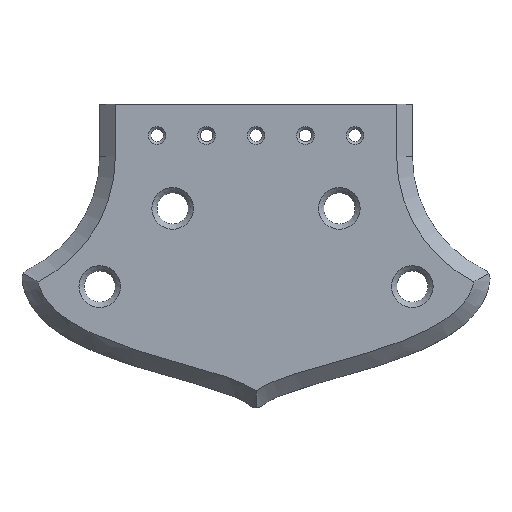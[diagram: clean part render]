
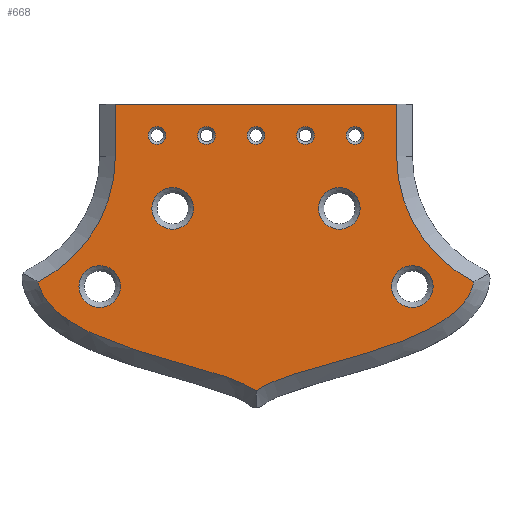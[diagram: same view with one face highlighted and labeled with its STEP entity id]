
A CAD part, top view. The second image highlights one B-rep face of the part: STEP entity #668.
In plain terms, the highlighted planar face has unit normal (0, 0, 1).
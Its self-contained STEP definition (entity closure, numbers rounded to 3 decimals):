
#46=FACE_BOUND('',#227,.T.);
#47=FACE_BOUND('',#228,.T.);
#48=FACE_BOUND('',#229,.T.);
#49=FACE_BOUND('',#230,.T.);
#50=FACE_BOUND('',#231,.T.);
#51=FACE_BOUND('',#232,.T.);
#52=FACE_BOUND('',#233,.T.);
#53=FACE_BOUND('',#234,.T.);
#54=FACE_BOUND('',#235,.T.);
#59=LINE('',#1375,#93);
#60=LINE('',#1377,#94);
#61=LINE('',#1379,#95);
#93=VECTOR('',#826,10.);
#94=VECTOR('',#827,10.);
#95=VECTOR('',#828,10.);
#134=CIRCLE('',#728,0.861);
#137=CIRCLE('',#732,13.5);
#138=CIRCLE('',#733,13.5);
#139=CIRCLE('',#734,0.861);
#140=CIRCLE('',#735,0.861);
#141=CIRCLE('',#736,2.);
#142=CIRCLE('',#737,2.);
#143=CIRCLE('',#738,2.);
#144=CIRCLE('',#739,2.);
#145=CIRCLE('',#740,0.86);
#146=CIRCLE('',#741,0.861);
#166=PLANE('',#731);
#181=FACE_OUTER_BOUND('',#226,.T.);
#226=EDGE_LOOP('',(#511,#512,#513,#514,#515,#516,#517));
#227=EDGE_LOOP('',(#518));
#228=EDGE_LOOP('',(#519));
#229=EDGE_LOOP('',(#520));
#230=EDGE_LOOP('',(#521));
#231=EDGE_LOOP('',(#522));
#232=EDGE_LOOP('',(#523));
#233=EDGE_LOOP('',(#524));
#234=EDGE_LOOP('',(#525));
#235=EDGE_LOOP('',(#526));
#270=B_SPLINE_CURVE_WITH_KNOTS('',3,(#1122,#1123,#1124,#1125,#1126,#1127,
#1128,#1129,#1130,#1131,#1132),.UNSPECIFIED.,.F.,.F.,(4,1,1,1,1,1,1,1,4),
(1.118,1.128,1.195,1.328,1.595,
1.729,1.862,1.929,1.957),
 .UNSPECIFIED.);
#284=B_SPLINE_CURVE_WITH_KNOTS('',3,(#1327,#1328,#1329,#1330,#1331,#1332,
#1333,#1334,#1335),.UNSPECIFIED.,.F.,.F.,(4,1,1,1,1,1,4),(1.043,
1.138,1.271,1.538,1.805,1.872,
1.883),.UNSPECIFIED.);
#293=VERTEX_POINT('',#1114);
#294=VERTEX_POINT('',#1121);
#316=VERTEX_POINT('',#1320);
#317=VERTEX_POINT('',#1365);
#320=VERTEX_POINT('',#1373);
#321=VERTEX_POINT('',#1374);
#322=VERTEX_POINT('',#1376);
#323=VERTEX_POINT('',#1378);
#324=VERTEX_POINT('',#1382);
#325=VERTEX_POINT('',#1384);
#326=VERTEX_POINT('',#1386);
#327=VERTEX_POINT('',#1388);
#328=VERTEX_POINT('',#1390);
#329=VERTEX_POINT('',#1392);
#330=VERTEX_POINT('',#1394);
#331=VERTEX_POINT('',#1396);
#360=EDGE_CURVE('',#293,#294,#270,.T.);
#388=EDGE_CURVE('',#316,#293,#284,.T.);
#390=EDGE_CURVE('',#317,#317,#134,.T.);
#394=EDGE_CURVE('',#320,#321,#59,.T.);
#395=EDGE_CURVE('',#320,#322,#60,.T.);
#396=EDGE_CURVE('',#323,#322,#61,.T.);
#397=EDGE_CURVE('',#294,#323,#137,.T.);
#398=EDGE_CURVE('',#321,#316,#138,.T.);
#399=EDGE_CURVE('',#324,#324,#139,.T.);
#400=EDGE_CURVE('',#325,#325,#140,.T.);
#401=EDGE_CURVE('',#326,#326,#141,.T.);
#402=EDGE_CURVE('',#327,#327,#142,.T.);
#403=EDGE_CURVE('',#328,#328,#143,.T.);
#404=EDGE_CURVE('',#329,#329,#144,.T.);
#405=EDGE_CURVE('',#330,#330,#145,.T.);
#406=EDGE_CURVE('',#331,#331,#146,.T.);
#511=ORIENTED_EDGE('',*,*,#394,.F.);
#512=ORIENTED_EDGE('',*,*,#395,.T.);
#513=ORIENTED_EDGE('',*,*,#396,.F.);
#514=ORIENTED_EDGE('',*,*,#397,.F.);
#515=ORIENTED_EDGE('',*,*,#360,.F.);
#516=ORIENTED_EDGE('',*,*,#388,.F.);
#517=ORIENTED_EDGE('',*,*,#398,.F.);
#518=ORIENTED_EDGE('',*,*,#399,.F.);
#519=ORIENTED_EDGE('',*,*,#400,.F.);
#520=ORIENTED_EDGE('',*,*,#401,.F.);
#521=ORIENTED_EDGE('',*,*,#402,.F.);
#522=ORIENTED_EDGE('',*,*,#403,.F.);
#523=ORIENTED_EDGE('',*,*,#404,.F.);
#524=ORIENTED_EDGE('',*,*,#405,.F.);
#525=ORIENTED_EDGE('',*,*,#406,.F.);
#526=ORIENTED_EDGE('',*,*,#390,.F.);
#668=ADVANCED_FACE('',(#181,#46,#47,#48,#49,#50,#51,#52,#53,#54),#166,.T.);
#728=AXIS2_PLACEMENT_3D('',#1366,#817,#818);
#731=AXIS2_PLACEMENT_3D('',#1372,#824,#825);
#732=AXIS2_PLACEMENT_3D('',#1380,#829,#830);
#733=AXIS2_PLACEMENT_3D('',#1381,#831,#832);
#734=AXIS2_PLACEMENT_3D('',#1383,#833,#834);
#735=AXIS2_PLACEMENT_3D('',#1385,#835,#836);
#736=AXIS2_PLACEMENT_3D('',#1387,#837,#838);
#737=AXIS2_PLACEMENT_3D('',#1389,#839,#840);
#738=AXIS2_PLACEMENT_3D('',#1391,#841,#842);
#739=AXIS2_PLACEMENT_3D('',#1393,#843,#844);
#740=AXIS2_PLACEMENT_3D('',#1395,#845,#846);
#741=AXIS2_PLACEMENT_3D('',#1397,#847,#848);
#817=DIRECTION('center_axis',(0.,0.,1.));
#818=DIRECTION('ref_axis',(-1.,0.,0.));
#824=DIRECTION('center_axis',(0.,0.,1.));
#825=DIRECTION('ref_axis',(1.,0.,0.));
#826=DIRECTION('',(0.,-1.,0.));
#827=DIRECTION('',(-1.,0.,0.));
#828=DIRECTION('',(0.,1.,0.));
#829=DIRECTION('center_axis',(0.,0.,1.));
#830=DIRECTION('ref_axis',(0.375,-0.927,0.));
#831=DIRECTION('center_axis',(0.,0.,1.));
#832=DIRECTION('ref_axis',(-1.,0.,0.));
#833=DIRECTION('center_axis',(0.,0.,1.));
#834=DIRECTION('ref_axis',(-1.,0.,0.));
#835=DIRECTION('center_axis',(0.,0.,1.));
#836=DIRECTION('ref_axis',(-1.,0.,0.));
#837=DIRECTION('center_axis',(0.,0.,1.));
#838=DIRECTION('ref_axis',(-1.,0.,0.));
#839=DIRECTION('center_axis',(0.,0.,1.));
#840=DIRECTION('ref_axis',(-1.,0.,0.));
#841=DIRECTION('center_axis',(0.,0.,1.));
#842=DIRECTION('ref_axis',(-1.,0.,0.));
#843=DIRECTION('center_axis',(0.,0.,1.));
#844=DIRECTION('ref_axis',(-1.,0.,0.));
#845=DIRECTION('center_axis',(0.,0.,1.));
#846=DIRECTION('ref_axis',(-1.,0.,0.));
#847=DIRECTION('center_axis',(0.,0.,1.));
#848=DIRECTION('ref_axis',(-1.,0.,0.));
#1114=CARTESIAN_POINT('',(0.,2.497,3.5));
#1121=CARTESIAN_POINT('',(-20.908,12.952,3.5));
#1122=CARTESIAN_POINT('Ctrl Pts',(0.001,2.498,
3.5));
#1123=CARTESIAN_POINT('Ctrl Pts',(-0.066,2.545,
3.5));
#1124=CARTESIAN_POINT('Ctrl Pts',(-0.569,2.876,3.5));
#1125=CARTESIAN_POINT('Ctrl Pts',(-2.078,3.617,3.5));
#1126=CARTESIAN_POINT('Ctrl Pts',(-6.374,4.953,3.5));
#1127=CARTESIAN_POINT('Ctrl Pts',(-12.692,6.554,3.5));
#1128=CARTESIAN_POINT('Ctrl Pts',(-17.861,8.947,3.5));
#1129=CARTESIAN_POINT('Ctrl Pts',(-19.985,10.789,3.5));
#1130=CARTESIAN_POINT('Ctrl Pts',(-20.7,12.153,3.5));
#1131=CARTESIAN_POINT('Ctrl Pts',(-20.87,12.766,3.5));
#1132=CARTESIAN_POINT('Ctrl Pts',(-20.909,12.952,3.5));
#1320=CARTESIAN_POINT('',(20.908,12.952,3.5));
#1327=CARTESIAN_POINT('Ctrl Pts',(20.914,12.951,3.5));
#1328=CARTESIAN_POINT('Ctrl Pts',(20.788,12.312,3.5));
#1329=CARTESIAN_POINT('Ctrl Pts',(20.158,10.95,3.5));
#1330=CARTESIAN_POINT('Ctrl Pts',(17.022,8.196,3.5));
#1331=CARTESIAN_POINT('Ctrl Pts',(9.458,5.61,3.5));
#1332=CARTESIAN_POINT('Ctrl Pts',(3.021,4.076,3.5));
#1333=CARTESIAN_POINT('Ctrl Pts',(0.569,2.876,3.5));
#1334=CARTESIAN_POINT('Ctrl Pts',(0.066,2.545,3.5));
#1335=CARTESIAN_POINT('Ctrl Pts',(-0.001,2.498,
3.5));
#1365=CARTESIAN_POINT('',(10.361,27.,3.5));
#1366=CARTESIAN_POINT('Origin',(9.5,27.,3.5));
#1372=CARTESIAN_POINT('Origin',(0.,17.585,3.5));
#1373=CARTESIAN_POINT('',(13.5,30.,3.5));
#1374=CARTESIAN_POINT('',(13.5,25.,3.5));
#1375=CARTESIAN_POINT('',(13.5,21.293,3.5));
#1376=CARTESIAN_POINT('',(-13.5,30.,3.5));
#1377=CARTESIAN_POINT('',(-15.,30.,3.5));
#1378=CARTESIAN_POINT('',(-13.5,25.,3.5));
#1379=CARTESIAN_POINT('',(-13.5,23.793,3.5));
#1380=CARTESIAN_POINT('Origin',(-27.,25.,3.5));
#1381=CARTESIAN_POINT('Origin',(27.,25.,3.5));
#1382=CARTESIAN_POINT('',(5.611,27.,3.5));
#1383=CARTESIAN_POINT('Origin',(4.75,27.,3.5));
#1384=CARTESIAN_POINT('',(-3.89,27.,3.5));
#1385=CARTESIAN_POINT('Origin',(-4.75,27.,3.5));
#1386=CARTESIAN_POINT('',(17.,12.5,3.5));
#1387=CARTESIAN_POINT('Origin',(15.,12.5,3.5));
#1388=CARTESIAN_POINT('',(10.,20.,3.5));
#1389=CARTESIAN_POINT('Origin',(8.,20.,3.5));
#1390=CARTESIAN_POINT('',(-6.,20.,3.5));
#1391=CARTESIAN_POINT('Origin',(-8.,20.,3.5));
#1392=CARTESIAN_POINT('',(-13.,12.5,3.5));
#1393=CARTESIAN_POINT('Origin',(-15.,12.5,3.5));
#1394=CARTESIAN_POINT('',(-8.64,27.,3.5));
#1395=CARTESIAN_POINT('Origin',(-9.5,27.,3.5));
#1396=CARTESIAN_POINT('',(0.86,27.,3.5));
#1397=CARTESIAN_POINT('Origin',(0.,27.,3.5));
